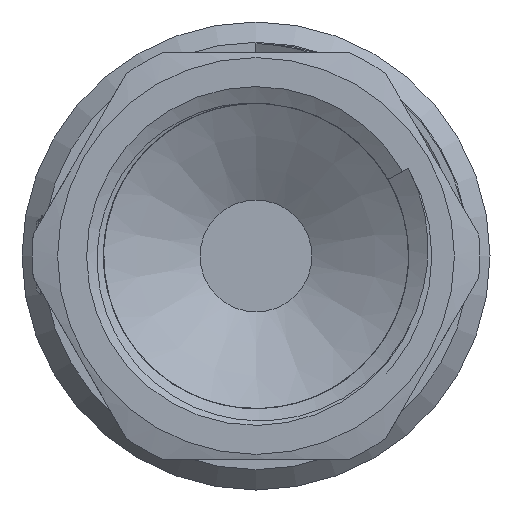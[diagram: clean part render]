
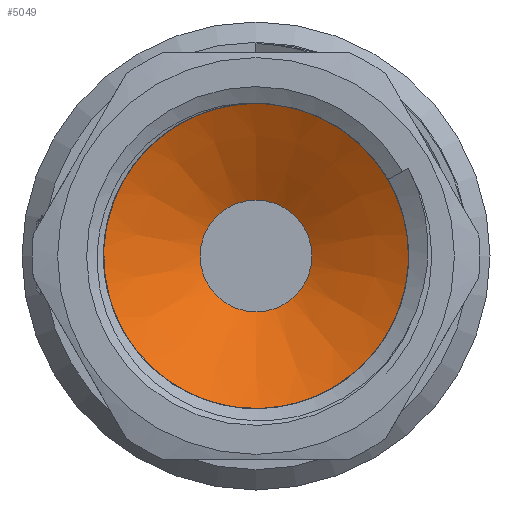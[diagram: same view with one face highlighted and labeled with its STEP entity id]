
A CAD part, left-side view. The second image highlights one B-rep face of the part: STEP entity #5049.
In plain terms, the highlighted conical face has half-angle 60 degrees and reference radius 7.5 mm.
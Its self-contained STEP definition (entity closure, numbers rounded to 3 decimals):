
#245=CONICAL_SURFACE('',#5687,7.5,1.047);
#609=FACE_OUTER_BOUND('',#931,.T.);
#931=EDGE_LOOP('',(#4491,#4492,#4493,#4494,#4495,#4496,#4497,#4498,#4499));
#1237=CIRCLE('',#5639,7.5);
#1272=CIRCLE('',#5685,2.75);
#1273=CIRCLE('',#5686,2.75);
#1425=B_SPLINE_CURVE_WITH_KNOTS('',3,(#18124,#18125,#18126,#18127),
 .UNSPECIFIED.,.F.,.F.,(4,4),(-0.179,0.),
 .UNSPECIFIED.);
#1426=B_SPLINE_CURVE_WITH_KNOTS('',3,(#18131,#18132,#18133,#18134,#18135,
#18136,#18137,#18138,#18139,#18140,#18141,#18142,#18143,#18144,#18145,#18146,
#18147,#18148),.UNSPECIFIED.,.F.,.F.,(4,2,2,2,2,2,2,2,4),(-2.328,
-2.045,-1.747,-1.462,-1.164,
-0.872,-0.576,-0.284,-0.179),
 .UNSPECIFIED.);
#1645=LINE('',#18122,#1879);
#1646=LINE('',#18128,#1880);
#1647=LINE('',#18130,#1881);
#1879=VECTOR('',#7071,7.5);
#1880=VECTOR('',#7072,10.);
#1881=VECTOR('',#7073,10.);
#2348=VERTEX_POINT('',#17988);
#2349=VERTEX_POINT('',#17990);
#2383=VERTEX_POINT('',#18115);
#2384=VERTEX_POINT('',#18117);
#2385=VERTEX_POINT('',#18121);
#2386=VERTEX_POINT('',#18123);
#2387=VERTEX_POINT('',#18129);
#3059=EDGE_CURVE('',#2349,#2348,#1237,.T.);
#3105=EDGE_CURVE('',#2383,#2384,#1272,.T.);
#3106=EDGE_CURVE('',#2384,#2383,#1273,.T.);
#3107=EDGE_CURVE('',#2383,#2385,#1645,.T.);
#3108=EDGE_CURVE('',#2385,#2386,#1425,.T.);
#3109=EDGE_CURVE('',#2386,#2349,#1646,.T.);
#3110=EDGE_CURVE('',#2348,#2387,#1647,.T.);
#3111=EDGE_CURVE('',#2387,#2385,#1426,.T.);
#4491=ORIENTED_EDGE('',*,*,#3106,.F.);
#4492=ORIENTED_EDGE('',*,*,#3105,.F.);
#4493=ORIENTED_EDGE('',*,*,#3107,.T.);
#4494=ORIENTED_EDGE('',*,*,#3108,.T.);
#4495=ORIENTED_EDGE('',*,*,#3109,.T.);
#4496=ORIENTED_EDGE('',*,*,#3059,.T.);
#4497=ORIENTED_EDGE('',*,*,#3110,.T.);
#4498=ORIENTED_EDGE('',*,*,#3111,.T.);
#4499=ORIENTED_EDGE('',*,*,#3107,.F.);
#5049=ADVANCED_FACE('',(#609),#245,.F.);
#5639=AXIS2_PLACEMENT_3D('',#17991,#6963,#6964);
#5685=AXIS2_PLACEMENT_3D('',#18118,#7065,#7066);
#5686=AXIS2_PLACEMENT_3D('',#18119,#7067,#7068);
#5687=AXIS2_PLACEMENT_3D('',#18120,#7069,#7070);
#6963=DIRECTION('center_axis',(-1.,0.,0.));
#6964=DIRECTION('ref_axis',(0.,-0.866,0.5));
#7065=DIRECTION('center_axis',(-1.,0.,0.));
#7066=DIRECTION('ref_axis',(0.,-0.866,0.5));
#7067=DIRECTION('center_axis',(-1.,0.,0.));
#7068=DIRECTION('ref_axis',(0.,-0.866,0.5));
#7069=DIRECTION('center_axis',(-1.,0.,0.));
#7070=DIRECTION('ref_axis',(0.,-0.866,0.5));
#7071=DIRECTION('',(-0.5,0.75,-0.433));
#7072=DIRECTION('',(-0.5,0.633,-0.591));
#7073=DIRECTION('',(0.5,0.61,-0.615));
#17988=CARTESIAN_POINT('',(-21.9,-5.199,5.406));
#17990=CARTESIAN_POINT('',(-21.9,5.426,-5.178));
#17991=CARTESIAN_POINT('Origin',(-21.9,0.,
0.));
#18115=CARTESIAN_POINT('',(-19.158,2.382,-1.375));
#18117=CARTESIAN_POINT('',(-19.158,-2.382,1.375));
#18118=CARTESIAN_POINT('Origin',(-19.158,0.,
0.));
#18119=CARTESIAN_POINT('Origin',(-19.158,0.,
0.));
#18120=CARTESIAN_POINT('Origin',(-21.9,0.,
0.));
#18121=CARTESIAN_POINT('',(-21.895,6.487,-3.746));
#18122=CARTESIAN_POINT('',(-21.9,6.495,-3.75));
#18123=CARTESIAN_POINT('',(-21.895,5.419,-5.172));
#18124=CARTESIAN_POINT('Ctrl Pts',(-21.895,6.487,-3.746));
#18125=CARTESIAN_POINT('Ctrl Pts',(-21.895,6.19,-4.261));
#18126=CARTESIAN_POINT('Ctrl Pts',(-21.895,5.832,-4.74));
#18127=CARTESIAN_POINT('Ctrl Pts',(-21.895,5.419,-5.172));
#18128=CARTESIAN_POINT('',(-21.895,5.419,-5.172));
#18129=CARTESIAN_POINT('',(-21.895,-5.192,5.4));
#18130=CARTESIAN_POINT('',(-21.9,-5.199,5.406));
#18131=CARTESIAN_POINT('Ctrl Pts',(-21.895,-5.192,5.4));
#18132=CARTESIAN_POINT('Ctrl Pts',(-21.895,-4.511,6.054));
#18133=CARTESIAN_POINT('Ctrl Pts',(-21.895,-3.713,
6.574));
#18134=CARTESIAN_POINT('Ctrl Pts',(-21.895,-1.921,
7.308));
#18135=CARTESIAN_POINT('Ctrl Pts',(-21.895,-0.937,
7.498));
#18136=CARTESIAN_POINT('Ctrl Pts',(-21.895,1.007,7.484));
#18137=CARTESIAN_POINT('Ctrl Pts',(-21.895,1.949,7.295));
#18138=CARTESIAN_POINT('Ctrl Pts',(-21.895,3.749,6.561));
#18139=CARTESIAN_POINT('Ctrl Pts',(-21.895,4.584,6.007));
#18140=CARTESIAN_POINT('Ctrl Pts',(-21.895,5.977,4.619));
#18141=CARTESIAN_POINT('Ctrl Pts',(-21.895,6.527,3.803));
#18142=CARTESIAN_POINT('Ctrl Pts',(-21.895,7.287,1.996));
#18143=CARTESIAN_POINT('Ctrl Pts',(-21.895,7.486,1.02));
#18144=CARTESIAN_POINT('Ctrl Pts',(-21.895,7.495,-0.939));
#18145=CARTESIAN_POINT('Ctrl Pts',(-21.895,7.31,-1.905));
#18146=CARTESIAN_POINT('Ctrl Pts',(-21.895,6.814,-3.131));
#18147=CARTESIAN_POINT('Ctrl Pts',(-21.895,6.661,-3.445));
#18148=CARTESIAN_POINT('Ctrl Pts',(-21.895,6.487,-3.746));
